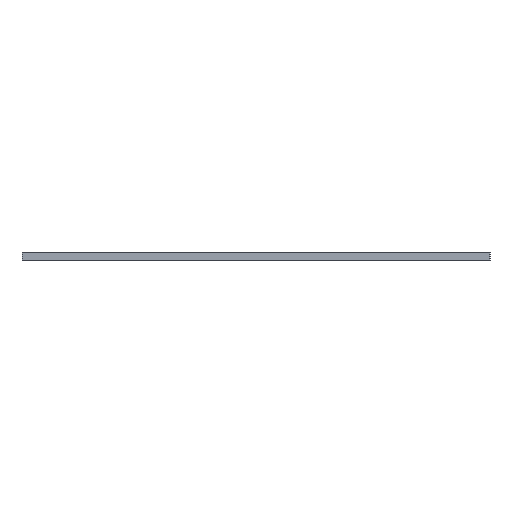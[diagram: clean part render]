
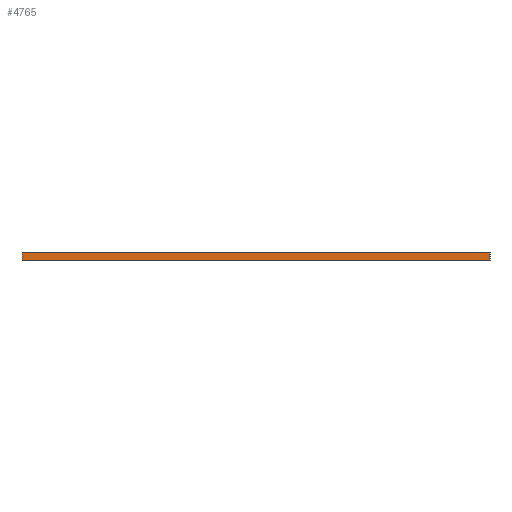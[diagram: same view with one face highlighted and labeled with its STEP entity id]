
A CAD part, left-side view. The second image highlights one B-rep face of the part: STEP entity #4765.
In plain terms, the highlighted planar face has unit normal (-1, 0, 0).
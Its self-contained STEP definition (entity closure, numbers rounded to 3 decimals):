
#5 = LINE ( 'NONE', #51, #2407 ) ;
#51 = CARTESIAN_POINT ( 'NONE',  ( 35., 1185., -2.5 ) ) ;
#82 = VERTEX_POINT ( 'NONE', #208 ) ;
#83 = AXIS2_PLACEMENT_3D ( 'NONE', #4031, #2398, #4464 ) ;
#161 = EDGE_CURVE ( 'NONE', #1009, #1917, #1975, .T. ) ;
#208 = CARTESIAN_POINT ( 'NONE',  ( 35., 15., -20. ) ) ;
#421 = LINE ( 'NONE', #1566, #2004 ) ;
#648 = CARTESIAN_POINT ( 'NONE',  ( 35., 15., 0. ) ) ;
#943 = EDGE_LOOP ( 'NONE', ( #5220, #3461, #1317, #2401 ) ) ;
#1009 = VERTEX_POINT ( 'NONE', #4749 ) ;
#1235 = PLANE ( 'NONE',  #83 ) ;
#1276 = CARTESIAN_POINT ( 'NONE',  ( 35., 15., -2.5 ) ) ;
#1317 = ORIENTED_EDGE ( 'NONE', *, *, #2707, .F. ) ;
#1453 = EDGE_CURVE ( 'NONE', #3625, #1009, #5, .T. ) ;
#1566 = CARTESIAN_POINT ( 'NONE',  ( 35., 1185., -20. ) ) ;
#1625 = DIRECTION ( 'NONE',  ( 0., 0., 1. ) ) ;
#1896 = DIRECTION ( 'NONE',  ( 0., -1., 0. ) ) ;
#1917 = VERTEX_POINT ( 'NONE', #3585 ) ;
#1975 = LINE ( 'NONE', #648, #5013 ) ;
#2004 = VECTOR ( 'NONE', #5219, 1000. ) ;
#2398 = DIRECTION ( 'NONE',  ( -1., 0., 0. ) ) ;
#2401 = ORIENTED_EDGE ( 'NONE', *, *, #2408, .T. ) ;
#2407 = VECTOR ( 'NONE', #4463, 1000. ) ;
#2408 = EDGE_CURVE ( 'NONE', #82, #1917, #3209, .T. ) ;
#2428 = FACE_OUTER_BOUND ( 'NONE', #943, .T. ) ;
#2707 = EDGE_CURVE ( 'NONE', #82, #3625, #421, .T. ) ;
#3209 = LINE ( 'NONE', #1276, #4182 ) ;
#3211 = CARTESIAN_POINT ( 'NONE',  ( 35., 1185., -20. ) ) ;
#3461 = ORIENTED_EDGE ( 'NONE', *, *, #1453, .F. ) ;
#3585 = CARTESIAN_POINT ( 'NONE',  ( 35., 15., 0. ) ) ;
#3625 = VERTEX_POINT ( 'NONE', #3211 ) ;
#4031 = CARTESIAN_POINT ( 'NONE',  ( 35., 15., -2.5 ) ) ;
#4182 = VECTOR ( 'NONE', #1625, 1000. ) ;
#4463 = DIRECTION ( 'NONE',  ( 0., 0., 1. ) ) ;
#4464 = DIRECTION ( 'NONE',  ( 0., 0., 1. ) ) ;
#4749 = CARTESIAN_POINT ( 'NONE',  ( 35., 1185., 0. ) ) ;
#4765 = ADVANCED_FACE ( 'NONE', ( #2428 ), #1235, .T. ) ;
#5013 = VECTOR ( 'NONE', #1896, 1000. ) ;
#5219 = DIRECTION ( 'NONE',  ( 0., 1., 0. ) ) ;
#5220 = ORIENTED_EDGE ( 'NONE', *, *, #161, .F. ) ;
